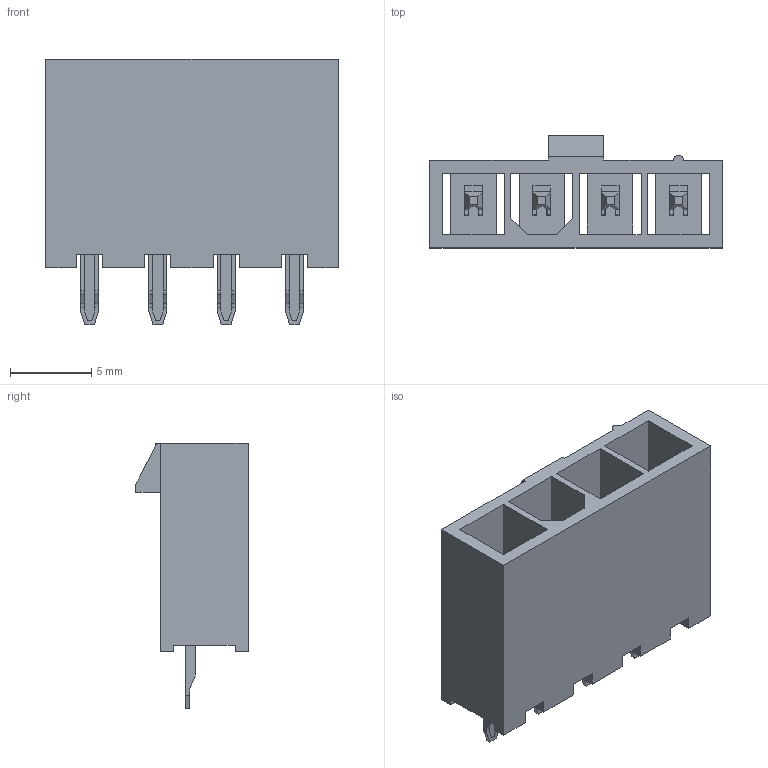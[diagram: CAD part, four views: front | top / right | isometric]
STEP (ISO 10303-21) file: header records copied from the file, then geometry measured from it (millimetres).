
FILE_DESCRIPTION(/* description */ ('Unknown'),/* implementation_level */ '2;1');
FILE_NAME(/* name */ '64900411122',/* time_stamp */ '2019-08-02T09:13:06+02:00',/* author */ ('Unknown'),/* organization */ ('Unknown'),/* preprocessor_version */ 'ST-DEVELOPER v16.7',/* originating_system */ 'DEX',/* authorisation */ $);
FILE_SCHEMA (('AUTOMOTIVE_DESIGN {1 0 10303 214 3 1 1}'));
Length unit declared in the file: millimetre
Products named in the file (3): 6490xx11122; 64900411122; 6490xx11122_PIN
Assembly tree (5 placements, depth 2):
  6490xx11122
    64900411122
    6490xx11122_PIN  x4
Bounding box: 18 x 6.9 x 16.3 mm (x, y, z)
Volume: 648.8 mm3; surface area: 1900.3 mm2
Topology: 5 solids, 5 shells, 435 faces, 1277 edges, 840 vertices
Faces by surface type: plane 322, cylinder 113
Entity records: 6883 total; most frequent: ORIENTED_EDGE 1222, CARTESIAN_POINT 1220, DIRECTION 1083, EDGE_CURVE 611, LINE 553, VECTOR 553, VERTEX_POINT 402, AXIS2_PLACEMENT_3D 265
